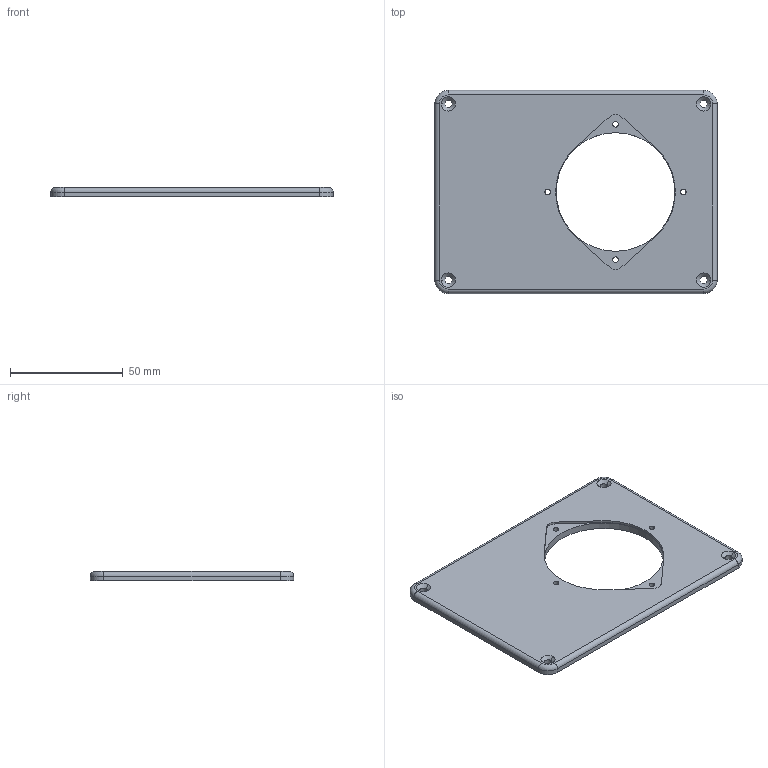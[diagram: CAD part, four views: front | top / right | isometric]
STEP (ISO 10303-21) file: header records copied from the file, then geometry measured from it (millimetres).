
FILE_DESCRIPTION (( 'STEP AP214' ), '1' );
FILE_NAME ('small box lid.STEP', '2024-02-21T18:56:07', ( '' ), ( '' ), 'SwSTEP 2.0', 'SolidWorks 2017', '' );
FILE_SCHEMA (( 'AUTOMOTIVE_DESIGN' ));
Length unit declared in the file: millimetre
Products named in the file (1): small box lid
Bounding box: 125 x 90 x 4 mm (x, y, z)
Volume: 35314.9 mm3; surface area: 20245.4 mm2
Topology: 1 solids, 1 shells, 54 faces, 137 edges, 86 vertices
Faces by surface type: cylinder 31, plane 11, cone 8, torus 4
Entity records: 1717 total; most frequent: DIRECTION 321, CARTESIAN_POINT 278, ORIENTED_EDGE 274, EDGE_CURVE 137, AXIS2_PLACEMENT_3D 129, VERTEX_POINT 86, CIRCLE 74, EDGE_LOOP 73
